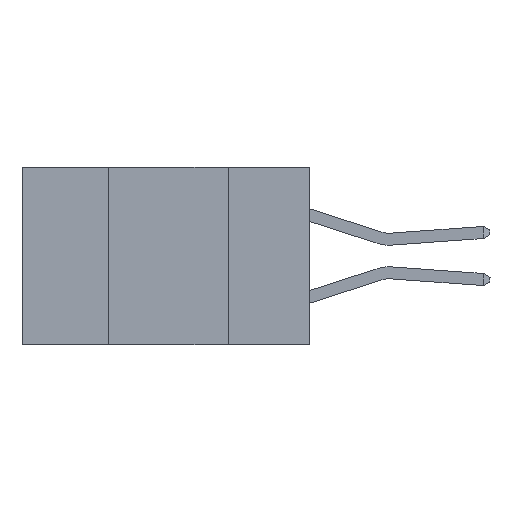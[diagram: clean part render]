
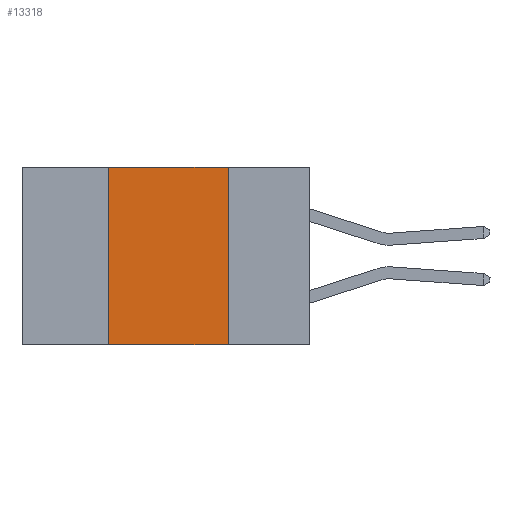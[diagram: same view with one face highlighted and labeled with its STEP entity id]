
A CAD part, left-side view. The second image highlights one B-rep face of the part: STEP entity #13318.
In plain terms, the highlighted planar face has unit normal (-1, 0, 0).
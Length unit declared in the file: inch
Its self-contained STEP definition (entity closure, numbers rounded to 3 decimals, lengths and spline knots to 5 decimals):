
#2148 = EDGE_CURVE ( 'NONE', #16089, #7630, #17718, .T. ) ;
#2715 = FACE_OUTER_BOUND ( 'NONE', #9226, .T. ) ;
#2747 = CARTESIAN_POINT ( 'NONE',  ( 0., 0.42, -0.37 ) ) ;
#3445 = CARTESIAN_POINT ( 'NONE',  ( 0., 0.17, -0.37 ) ) ;
#3538 = VECTOR ( 'NONE', #8972, 39.37008 ) ;
#3958 = CARTESIAN_POINT ( 'NONE',  ( 0., 0.42, 0. ) ) ;
#4163 = DIRECTION ( 'NONE',  ( 1., 0., 0. ) ) ;
#6312 = DIRECTION ( 'NONE',  ( 0., -1., 0. ) ) ;
#6357 = EDGE_CURVE ( 'NONE', #15314, #17215, #6616, .T. ) ;
#6411 = CARTESIAN_POINT ( 'NONE',  ( 0., 0.17, 0. ) ) ;
#6493 = CARTESIAN_POINT ( 'NONE',  ( 0., 0.6, 0. ) ) ;
#6616 = LINE ( 'NONE', #20596, #10606 ) ;
#6780 = EDGE_CURVE ( 'NONE', #17215, #16089, #7272, .T. ) ;
#7111 = DIRECTION ( 'NONE',  ( 0., -1., 0. ) ) ;
#7272 = LINE ( 'NONE', #6493, #15834 ) ;
#7630 = VERTEX_POINT ( 'NONE', #14338 ) ;
#8972 = DIRECTION ( 'NONE',  ( 0., 0., -1. ) ) ;
#9226 = EDGE_LOOP ( 'NONE', ( #16634, #20587, #12612, #11005 ) ) ;
#10606 = VECTOR ( 'NONE', #20501, 39.37008 ) ;
#11005 = ORIENTED_EDGE ( 'NONE', *, *, #20463, .T. ) ;
#12612 = ORIENTED_EDGE ( 'NONE', *, *, #6357, .F. ) ;
#13318 = ADVANCED_FACE ( 'NONE', ( #2715 ), #14397, .F. ) ;
#14338 = CARTESIAN_POINT ( 'NONE',  ( 0., 0.17, -0.37 ) ) ;
#14397 = PLANE ( 'NONE',  #21989 ) ;
#15314 = VERTEX_POINT ( 'NONE', #2747 ) ;
#15583 = VECTOR ( 'NONE', #6312, 39.37008 ) ;
#15834 = VECTOR ( 'NONE', #7111, 39.37008 ) ;
#16089 = VERTEX_POINT ( 'NONE', #6411 ) ;
#16109 = LINE ( 'NONE', #21507, #15583 ) ;
#16119 = DIRECTION ( 'NONE',  ( 0., 0., -1. ) ) ;
#16634 = ORIENTED_EDGE ( 'NONE', *, *, #2148, .F. ) ;
#17215 = VERTEX_POINT ( 'NONE', #3958 ) ;
#17718 = LINE ( 'NONE', #3445, #3538 ) ;
#19361 = CARTESIAN_POINT ( 'NONE',  ( 0., 0.6, 0. ) ) ;
#20463 = EDGE_CURVE ( 'NONE', #15314, #7630, #16109, .T. ) ;
#20501 = DIRECTION ( 'NONE',  ( 0., 0., 1. ) ) ;
#20587 = ORIENTED_EDGE ( 'NONE', *, *, #6780, .F. ) ;
#20596 = CARTESIAN_POINT ( 'NONE',  ( 0., 0.42, -0.37 ) ) ;
#21507 = CARTESIAN_POINT ( 'NONE',  ( 0., 0.6, -0.37 ) ) ;
#21989 = AXIS2_PLACEMENT_3D ( 'NONE', #19361, #4163, #16119 ) ;
